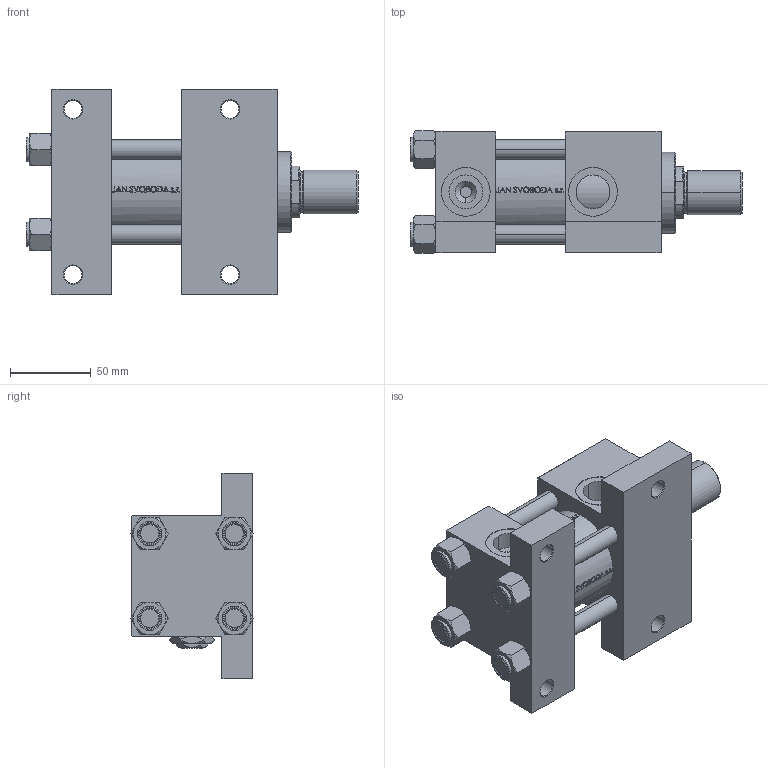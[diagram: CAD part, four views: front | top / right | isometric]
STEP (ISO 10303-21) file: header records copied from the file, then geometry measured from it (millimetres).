
FILE_DESCRIPTION (( 'STEP AP203' ), '1' );
FILE_NAME ('903a.STEP', '2023-10-25T08:07:27', ( '' ), ( '' ), 'SwSTEP 2.0', 'SolidWorks 2019', '' );
FILE_SCHEMA (( 'CONFIG_CONTROL_DESIGN' ));
Length unit declared in the file: millimetre
Products named in the file (8): ROD_END_AH 877a6d1ae94f6a084221175b48a43c5e; NUT_M5_G 877a6d1ae94f6a084221175b48a43c5e; V215_VC_A 877a6d1ae94f6a084221175b48a43c5e; V215CR_G_Body 877a6d1ae94f6a084221175b48a43c5e; V215CR_G_TYCINKA 877a6d1ae94f6a084221175b48a43c5e; 903a; V215CR_VCP_G 877a6d1ae94f6a084221175b48a43c5e; Zatka_pro_OIL_PORT 877a6d1ae94f6a084221175b48a43c5e
Assembly tree (14 placements, depth 2):
  903a
    V215CR_G_Body 877a6d1ae94f6a084221175b48a43c5e
    V215CR_VCP_G 877a6d1ae94f6a084221175b48a43c5e
    V215CR_G_TYCINKA 877a6d1ae94f6a084221175b48a43c5e  x4
    NUT_M5_G 877a6d1ae94f6a084221175b48a43c5e  x4
    V215_VC_A 877a6d1ae94f6a084221175b48a43c5e
    ROD_END_AH 877a6d1ae94f6a084221175b48a43c5e
    Zatka_pro_OIL_PORT 877a6d1ae94f6a084221175b48a43c5e  x2
Bounding box: 205 x 75.54 x 127 mm (x, y, z)
Volume: 748574 mm3; surface area: 165709.7 mm2
Topology: 14 solids, 14 shells, 1177 faces, 2960 edges, 1893 vertices
Faces by surface type: plane 481, bspline 364, cone 190, cylinder 132, torus 10
Entity records: 49046 total; most frequent: CARTESIAN_POINT 26026, ORIENTED_EDGE 5220, DIRECTION 3334, EDGE_CURVE 2610, VERTEX_POINT 1691, LINE 1336, VECTOR 1336, EDGE_LOOP 1127
